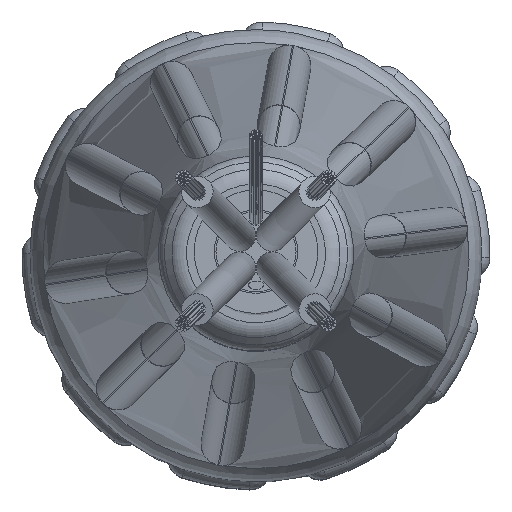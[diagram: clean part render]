
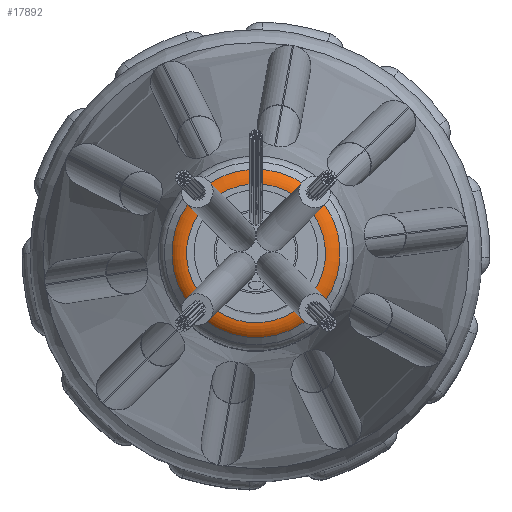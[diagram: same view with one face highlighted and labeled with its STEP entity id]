
A CAD part, top view. The second image highlights one B-rep face of the part: STEP entity #17892.
In plain terms, the highlighted toroidal (fillet/blend) face has major radius 2.711 mm and minor radius 0.813 mm.
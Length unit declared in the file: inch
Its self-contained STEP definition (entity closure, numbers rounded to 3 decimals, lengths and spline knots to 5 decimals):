
#1332=TOROIDAL_SURFACE('',#19474,0.10675,0.032);
#3768=FACE_OUTER_BOUND('',#5037,.T.);
#5037=EDGE_LOOP('',(#13312,#13313,#13314,#13315,#13316));
#6196=CIRCLE('',#19470,0.12937);
#6197=CIRCLE('',#19471,0.12937);
#6199=CIRCLE('',#19475,0.032);
#6200=CIRCLE('',#19476,0.10675);
#8195=VERTEX_POINT('',#35191);
#8196=VERTEX_POINT('',#35192);
#8198=VERTEX_POINT('',#35201);
#10039=EDGE_CURVE('',#8195,#8196,#6196,.T.);
#10041=EDGE_CURVE('',#8196,#8195,#6197,.T.);
#10044=EDGE_CURVE('',#8196,#8198,#6199,.T.);
#10045=EDGE_CURVE('',#8198,#8198,#6200,.T.);
#13312=ORIENTED_EDGE('',*,*,#10039,.T.);
#13313=ORIENTED_EDGE('',*,*,#10044,.T.);
#13314=ORIENTED_EDGE('',*,*,#10045,.T.);
#13315=ORIENTED_EDGE('',*,*,#10044,.F.);
#13316=ORIENTED_EDGE('',*,*,#10041,.T.);
#17892=ADVANCED_FACE('',(#3768),#1332,.T.);
#19470=AXIS2_PLACEMENT_3D('',#35193,#23239,#23240);
#19471=AXIS2_PLACEMENT_3D('',#35195,#23242,#23243);
#19474=AXIS2_PLACEMENT_3D('',#35200,#23249,#23250);
#19475=AXIS2_PLACEMENT_3D('',#35202,#23251,#23252);
#19476=AXIS2_PLACEMENT_3D('',#35203,#23253,#23254);
#23239=DIRECTION('center_axis',(0.,0.,-1.));
#23240=DIRECTION('ref_axis',(0.,-1.,0.));
#23242=DIRECTION('center_axis',(0.,0.,-1.));
#23243=DIRECTION('ref_axis',(0.,-1.,0.));
#23249=DIRECTION('center_axis',(0.,0.,1.));
#23250=DIRECTION('ref_axis',(1.,0.,0.));
#23251=DIRECTION('center_axis',(0.,-1.,0.));
#23252=DIRECTION('ref_axis',(-1.,0.,0.));
#23253=DIRECTION('center_axis',(0.,0.,1.));
#23254=DIRECTION('ref_axis',(0.,-1.,0.));
#35191=CARTESIAN_POINT('',(0.,0.12937,-2.89063));
#35192=CARTESIAN_POINT('',(-0.12937,0.,-2.89063));
#35193=CARTESIAN_POINT('Origin',(0.,0.,-2.89063));
#35195=CARTESIAN_POINT('Origin',(0.,0.,-2.89063));
#35200=CARTESIAN_POINT('Origin',(0.,0.,-2.868));
#35201=CARTESIAN_POINT('',(-0.10675,0.,-2.9));
#35202=CARTESIAN_POINT('Origin',(-0.10675,0.,
-2.868));
#35203=CARTESIAN_POINT('Origin',(0.,0.,-2.9));
